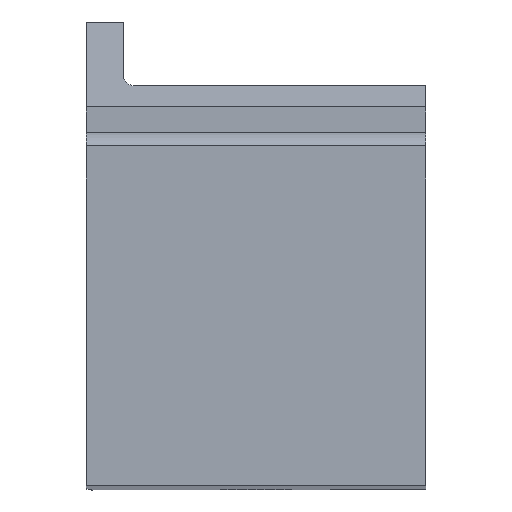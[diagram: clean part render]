
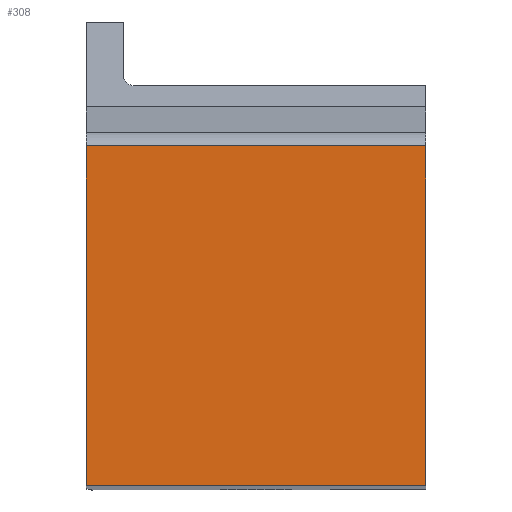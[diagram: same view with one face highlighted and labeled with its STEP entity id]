
A CAD part, top view. The second image highlights one B-rep face of the part: STEP entity #308.
In plain terms, the highlighted planar face has unit normal (0, 0, 1).
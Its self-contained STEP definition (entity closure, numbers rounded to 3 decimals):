
#308=ADVANCED_FACE('',(#537),#404,.T.);
#404=PLANE('',#3657);
#537=FACE_OUTER_BOUND('',#712,.T.);
#712=EDGE_LOOP('',(#1428,#1429,#1430,#1431));
#1428=ORIENTED_EDGE('',*,*,#2465,.T.);
#1429=ORIENTED_EDGE('',*,*,#2383,.T.);
#1430=ORIENTED_EDGE('',*,*,#2342,.T.);
#1431=ORIENTED_EDGE('',*,*,#2471,.T.);
#1929=VERTEX_POINT('',#9158);
#1930=VERTEX_POINT('',#9160);
#1962=VERTEX_POINT('',#9279);
#2016=VERTEX_POINT('',#9477);
#2342=EDGE_CURVE('',#1930,#1929,#3088,.T.);
#2383=EDGE_CURVE('',#1962,#1930,#3112,.T.);
#2465=EDGE_CURVE('',#2016,#1962,#3163,.T.);
#2471=EDGE_CURVE('',#1929,#2016,#3168,.T.);
#3088=LINE('',#9159,#3286);
#3112=LINE('',#9278,#3310);
#3163=LINE('',#9476,#3361);
#3168=LINE('',#9488,#3366);
#3286=VECTOR('',#3979,1.);
#3310=VECTOR('',#4047,1.);
#3361=VECTOR('',#4208,1.);
#3366=VECTOR('',#4221,1.);
#3657=AXIS2_PLACEMENT_3D('',#9490,#4224,#4225);
#3979=DIRECTION('',(0.,1.,0.));
#4047=DIRECTION('',(1.,0.,0.));
#4208=DIRECTION('',(0.,-1.,0.));
#4221=DIRECTION('',(-1.,0.,0.));
#4224=DIRECTION('',(0.,0.,1.));
#4225=DIRECTION('',(1.,0.,0.));
#9158=CARTESIAN_POINT('',(0.,16.,0.));
#9159=CARTESIAN_POINT('',(0.,0.,0.));
#9160=CARTESIAN_POINT('',(0.,0.,0.));
#9278=CARTESIAN_POINT('',(-16.,0.,0.));
#9279=CARTESIAN_POINT('',(-16.,0.,0.));
#9476=CARTESIAN_POINT('',(-16.,16.,0.));
#9477=CARTESIAN_POINT('',(-16.,16.,0.));
#9488=CARTESIAN_POINT('',(0.,16.,0.));
#9490=CARTESIAN_POINT('',(-8.,8.,0.));
